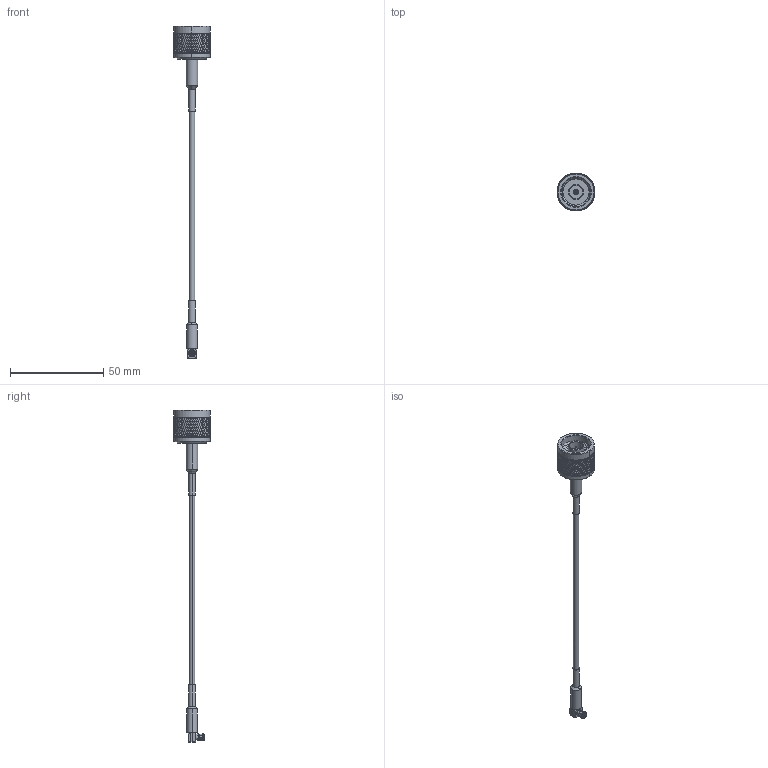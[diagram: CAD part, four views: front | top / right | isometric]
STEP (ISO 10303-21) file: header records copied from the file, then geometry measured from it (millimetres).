
FILE_DESCRIPTION (( 'STEP AP214' ), '1' );
FILE_NAME ('PE35276-HS.step', '2021-11-18T19:36:27', ( '' ), ( '' ), 'SwSTEP 2.0', 'SolidWorks 2021', '' );
FILE_SCHEMA (( 'AUTOMOTIVE_DESIGN' ));
Length unit declared in the file: inch
Products named in the file (4): RG316DS^PE35276-HS_RG-316DS; PE45167^PE35276-HS_Heat Shrink; PE35276-HS; PE4879^PE35276-HS_Heat Shrink
Assembly tree (3 placements, depth 2):
  PE35276-HS
    RG316DS^PE35276-HS_RG-316DS
    PE45167^PE35276-HS_Heat Shrink
    PE4879^PE35276-HS_Heat Shrink
Bounding box: 20.32 x 20.32 x 177.7 mm (x, y, z)
Volume: 5686.6 mm3; surface area: 5556.1 mm2
Topology: 4 solids, 4 shells, 2425 faces, 5214 edges, 2809 vertices
Faces by surface type: bspline 1799, cylinder 520, plane 56, cone 48, torus 2
Entity records: 93806 total; most frequent: CARTESIAN_POINT 61288, ORIENTED_EDGE 10428, EDGE_CURVE 5214, VERTEX_POINT 2809, EDGE_LOOP 2437, FACE_OUTER_BOUND 2425, ADVANCED_FACE 2425, DIRECTION 2143
